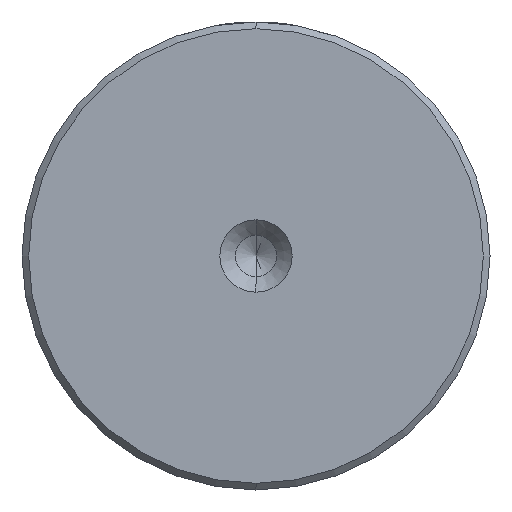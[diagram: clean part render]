
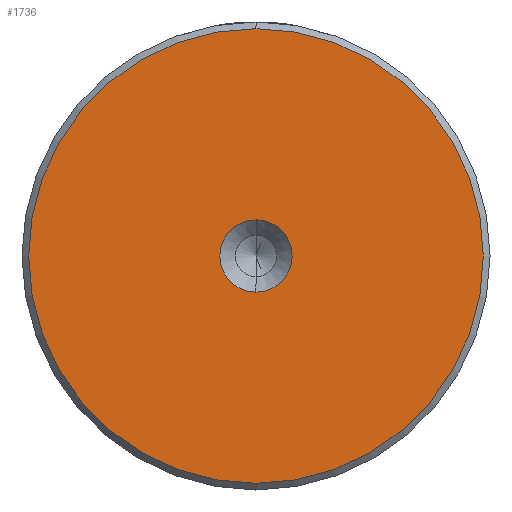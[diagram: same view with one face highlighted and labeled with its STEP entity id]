
A CAD part, left-side view. The second image highlights one B-rep face of the part: STEP entity #1736.
In plain terms, the highlighted planar face has unit normal (-1, 0, 0).
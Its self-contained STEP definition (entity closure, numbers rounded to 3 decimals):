
#93 = EDGE_LOOP ( 'NONE', ( #1689, #1432 ) ) ;
#106 = CARTESIAN_POINT ( 'NONE',  ( 0., 0., 0. ) ) ;
#215 = CARTESIAN_POINT ( 'NONE',  ( 0., 0., -2.7 ) ) ;
#291 = PLANE ( 'NONE',  #1076 ) ;
#297 = CARTESIAN_POINT ( 'NONE',  ( 0., 0., 0. ) ) ;
#467 = CARTESIAN_POINT ( 'NONE',  ( 0., 0., 0. ) ) ;
#483 = DIRECTION ( 'NONE',  ( -1., 0., 0. ) ) ;
#488 = DIRECTION ( 'NONE',  ( 0., 0., 1. ) ) ;
#539 = CARTESIAN_POINT ( 'NONE',  ( 0., 0., 17. ) ) ;
#574 = CIRCLE ( 'NONE', #1629, 2.7 ) ;
#666 = DIRECTION ( 'NONE',  ( 0., 0., 1. ) ) ;
#756 = DIRECTION ( 'NONE',  ( -1., 0., 0. ) ) ;
#773 = DIRECTION ( 'NONE',  ( -1., 0., 0. ) ) ;
#900 = AXIS2_PLACEMENT_3D ( 'NONE', #1890, #773, #2098 ) ;
#1028 = EDGE_LOOP ( 'NONE', ( #1454, #1193 ) ) ;
#1076 = AXIS2_PLACEMENT_3D ( 'NONE', #106, #483, #1806 ) ;
#1139 = AXIS2_PLACEMENT_3D ( 'NONE', #467, #1798, #666 ) ;
#1171 = CARTESIAN_POINT ( 'NONE',  ( 0., 0., 2.7 ) ) ;
#1182 = AXIS2_PLACEMENT_3D ( 'NONE', #1868, #756, #2080 ) ;
#1193 = ORIENTED_EDGE ( 'NONE', *, *, #1313, .F. ) ;
#1216 = FACE_BOUND ( 'NONE', #1028, .T. ) ;
#1313 = EDGE_CURVE ( 'NONE', #1403, #1405, #1982, .T. ) ;
#1367 = CIRCLE ( 'NONE', #900, 17. ) ;
#1403 = VERTEX_POINT ( 'NONE', #215 ) ;
#1405 = VERTEX_POINT ( 'NONE', #1171 ) ;
#1432 = ORIENTED_EDGE ( 'NONE', *, *, #1970, .T. ) ;
#1454 = ORIENTED_EDGE ( 'NONE', *, *, #1547, .F. ) ;
#1500 = EDGE_CURVE ( 'NONE', #2313, #1704, #2146, .T. ) ;
#1547 = EDGE_CURVE ( 'NONE', #1405, #1403, #574, .T. ) ;
#1629 = AXIS2_PLACEMENT_3D ( 'NONE', #297, #1630, #488 ) ;
#1630 = DIRECTION ( 'NONE',  ( -1., 0., 0. ) ) ;
#1689 = ORIENTED_EDGE ( 'NONE', *, *, #1500, .T. ) ;
#1704 = VERTEX_POINT ( 'NONE', #539 ) ;
#1736 = ADVANCED_FACE ( 'NONE', ( #2273, #1216 ), #291, .T. ) ;
#1798 = DIRECTION ( 'NONE',  ( -1., 0., 0. ) ) ;
#1806 = DIRECTION ( 'NONE',  ( 0., 0., 1. ) ) ;
#1868 = CARTESIAN_POINT ( 'NONE',  ( 0., 0., 0. ) ) ;
#1890 = CARTESIAN_POINT ( 'NONE',  ( 0., 0., 0. ) ) ;
#1970 = EDGE_CURVE ( 'NONE', #1704, #2313, #1367, .T. ) ;
#1982 = CIRCLE ( 'NONE', #1182, 2.7 ) ;
#1988 = CARTESIAN_POINT ( 'NONE',  ( 0., 0., -17. ) ) ;
#2080 = DIRECTION ( 'NONE',  ( 0., 0., 1. ) ) ;
#2098 = DIRECTION ( 'NONE',  ( 0., 0., 1. ) ) ;
#2146 = CIRCLE ( 'NONE', #1139, 17. ) ;
#2273 = FACE_OUTER_BOUND ( 'NONE', #93, .T. ) ;
#2313 = VERTEX_POINT ( 'NONE', #1988 ) ;
